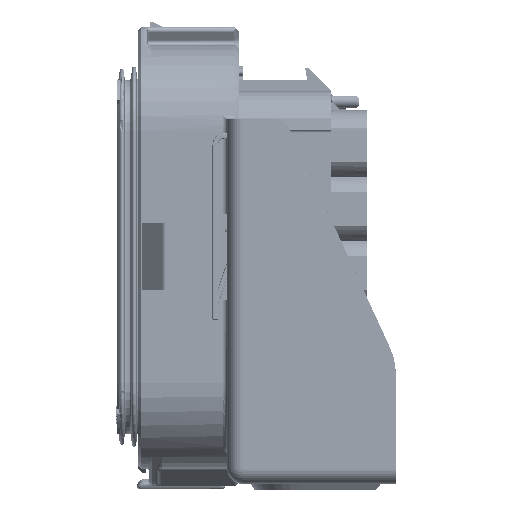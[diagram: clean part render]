
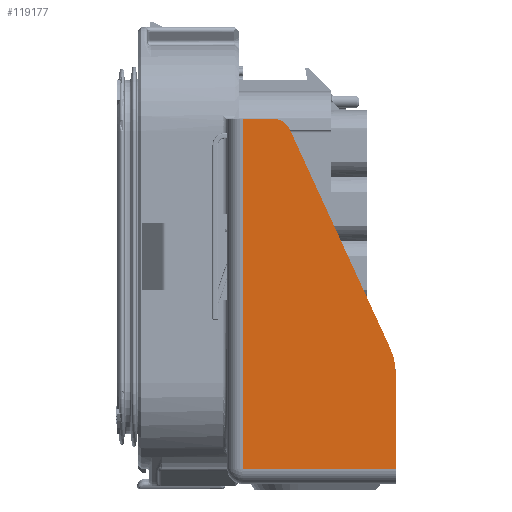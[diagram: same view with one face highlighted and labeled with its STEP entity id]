
A CAD part, left-side view. The second image highlights one B-rep face of the part: STEP entity #119177.
In plain terms, the highlighted planar face has unit normal (-1, 0, 0).
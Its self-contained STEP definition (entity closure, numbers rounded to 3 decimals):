
#2132=DIRECTION('',(0.,0.,1.));
#2133=VECTOR('',#2132,57.05);
#2134=CARTESIAN_POINT('',(-81.5,-11.,-34.55));
#2135=LINE('',#2134,#2133);
#2136=CARTESIAN_POINT('',(-81.5,-16.,19.5));
#2137=DIRECTION('',(1.,0.,0.));
#2138=DIRECTION('',(0.,0.,1.));
#2139=AXIS2_PLACEMENT_3D('',#2136,#2137,#2138);
#2141=DIRECTION('',(0.,-0.417,-0.909));
#2142=VECTOR('',#2141,39.206);
#2143=CARTESIAN_POINT('',(-81.5,-18.726,20.752));
#2144=LINE('',#2143,#2142);
#2145=CARTESIAN_POINT('',(-81.5,-26.,-19.05));
#2146=DIRECTION('',(1.,0.,0.));
#2147=DIRECTION('',(0.,-0.909,0.417));
#2148=AXIS2_PLACEMENT_3D('',#2145,#2146,#2147);
#2150=DIRECTION('',(0.,-1.,0.));
#2151=VECTOR('',#2150,25.);
#2152=CARTESIAN_POINT('',(-81.5,-11.,-34.55));
#2153=LINE('',#2152,#2151);
#2159=DIRECTION('',(0.,1.,0.));
#2160=VECTOR('',#2159,5.);
#2161=CARTESIAN_POINT('',(-81.5,-16.,22.5));
#2162=LINE('',#2161,#2160);
#2209=DIRECTION('',(0.,0.,1.));
#2210=VECTOR('',#2209,15.5);
#2211=CARTESIAN_POINT('',(-81.5,-36.,-34.55));
#2212=LINE('',#2211,#2210);
#97370=CARTESIAN_POINT('',(-81.5,-18.726,20.752));
#97371=CARTESIAN_POINT('',(-81.5,-35.088,-14.877));
#97372=VERTEX_POINT('',#97370);
#97373=VERTEX_POINT('',#97371);
#97374=CARTESIAN_POINT('',(-81.5,-16.,22.5));
#97375=VERTEX_POINT('',#97374);
#97376=CARTESIAN_POINT('',(-81.5,-36.,-19.05));
#97377=VERTEX_POINT('',#97376);
#97384=CARTESIAN_POINT('',(-81.5,-36.,-34.55));
#97386=VERTEX_POINT('',#97384);
#97391=CARTESIAN_POINT('',(-81.5,-11.,22.5));
#97393=VERTEX_POINT('',#97391);
#97394=CARTESIAN_POINT('',(-81.5,-11.,-34.55));
#97395=VERTEX_POINT('',#97394);
#119157=CARTESIAN_POINT('',(-81.5,-36.,-37.05));
#119158=DIRECTION('',(1.,0.,0.));
#119159=DIRECTION('',(0.,0.,1.));
#119160=AXIS2_PLACEMENT_3D('',#119157,#119158,#119159);
#119161=PLANE('',#119160);
#119163=ORIENTED_EDGE('',*,*,#119162,.T.);
#119165=ORIENTED_EDGE('',*,*,#119164,.F.);
#119167=ORIENTED_EDGE('',*,*,#119166,.T.);
#119169=ORIENTED_EDGE('',*,*,#119168,.T.);
#119171=ORIENTED_EDGE('',*,*,#119170,.T.);
#119173=ORIENTED_EDGE('',*,*,#119172,.F.);
#119174=ORIENTED_EDGE('',*,*,#119148,.F.);
#119175=EDGE_LOOP('',(#119163,#119165,#119167,#119169,#119171,#119173,#119174));
#119176=FACE_OUTER_BOUND('',#119175,.F.);
#119177=ADVANCED_FACE('',(#119176),#119161,.F.);
#2140=CIRCLE('',#2139,3.);
#2149=CIRCLE('',#2148,10.);
#119148=EDGE_CURVE('',#97395,#97386,#2153,.T.);
#119162=EDGE_CURVE('',#97395,#97393,#2135,.T.);
#119164=EDGE_CURVE('',#97375,#97393,#2162,.T.);
#119166=EDGE_CURVE('',#97375,#97372,#2140,.T.);
#119168=EDGE_CURVE('',#97372,#97373,#2144,.T.);
#119170=EDGE_CURVE('',#97373,#97377,#2149,.T.);
#119172=EDGE_CURVE('',#97386,#97377,#2212,.T.);
